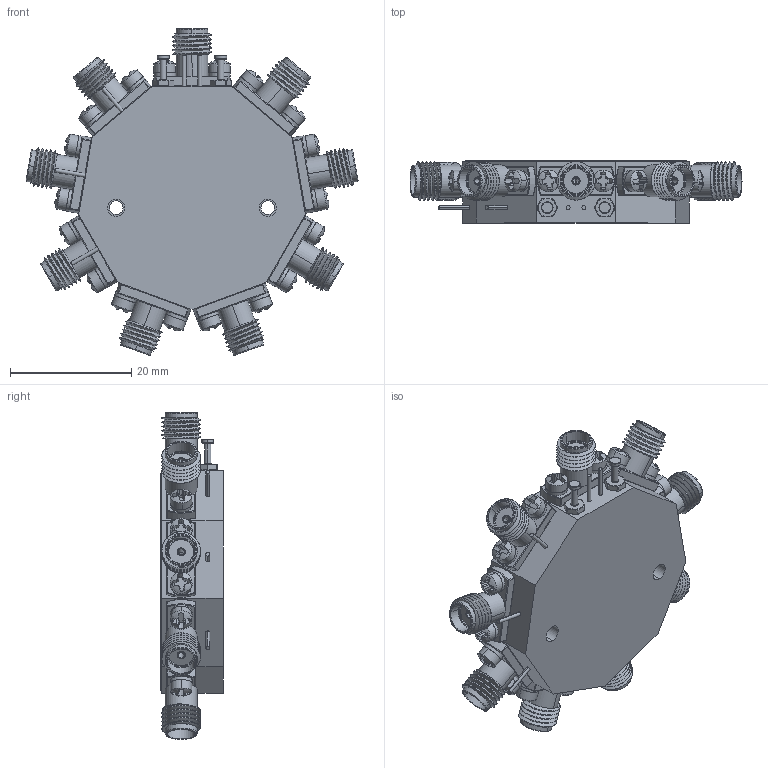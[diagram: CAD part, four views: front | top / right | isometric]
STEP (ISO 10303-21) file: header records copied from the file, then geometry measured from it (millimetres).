
FILE_DESCRIPTION (( 'STEP AP214' ), '1' );
FILE_NAME ('P8T-2G18G-60-T-SFF-NSI.STEP', '2025-04-16T16:47:51', ( '' ), ( '' ), 'SwSTEP 2.0', 'SolidWorks 2024', '' );
FILE_SCHEMA (( 'AUTOMOTIVE_DESIGN' ));
Length unit declared in the file: inch
Products named in the file (1): P8T-2G18G-60-T-SFF-NSI
Bounding box: 54.82 x 10.29 x 53.99 mm (x, y, z)
Volume: 13360.4 mm3; surface area: 11385.2 mm2
Topology: 82 solids, 82 shells, 2214 faces, 6227 edges, 4292 vertices
Faces by surface type: plane 819, cylinder 603, torus 408, cone 180, sphere 162, bspline 42
Entity records: 97926 total; most frequent: CARTESIAN_POINT 28252, ORIENTED_EDGE 12190, DIRECTION 12011, EDGE_CURVE 6095, AXIS2_PLACEMENT_3D 4813, VERTEX_POINT 4292, CIRCLE 2640, EDGE_LOOP 2505
